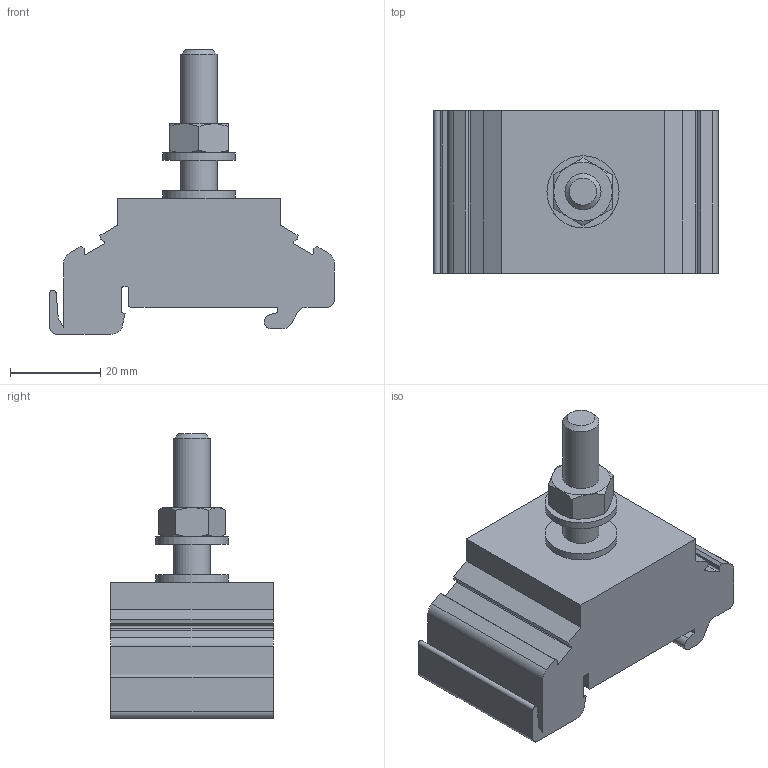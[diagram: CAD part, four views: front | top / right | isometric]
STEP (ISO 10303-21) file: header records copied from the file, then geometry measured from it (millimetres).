
FILE_DESCRIPTION(/* description */ ('Unknown'),/* implementation_level */ '2;1');
FILE_NAME(/* name */ 'WSS-08_35',/* time_stamp */ '2024-11-15T07:44:45-03:00',/* author */ ('Unknown'),/* organization */ ('Unknown'),/* preprocessor_version */ 'ST-DEVELOPER v16.7',/* originating_system */ 'Solid Edge',/* authorisation */ 'Unknown');
FILE_SCHEMA (('AUTOMOTIVE_DESIGN {1 0 10303 214 3 1 1}'));
Length unit declared in the file: millimetre
Products named in the file (1): WSS-08_35
Bounding box: 63.1 x 36 x 63.11 mm (x, y, z)
Volume: 50263.6 mm3; surface area: 11834.5 mm2
Topology: 1 solids, 1 shells, 70 faces, 186 edges, 123 vertices
Faces by surface type: plane 47, cylinder 20, cone 3
Full cylindrical faces by diameter (mm): 8 x2, 16 x2
Entity records: 2188 total; most frequent: CARTESIAN_POINT 421, ORIENTED_EDGE 358, DIRECTION 352, EDGE_CURVE 179, LINE 124, VECTOR 124, VERTEX_POINT 123, AXIS2_PLACEMENT_3D 114
